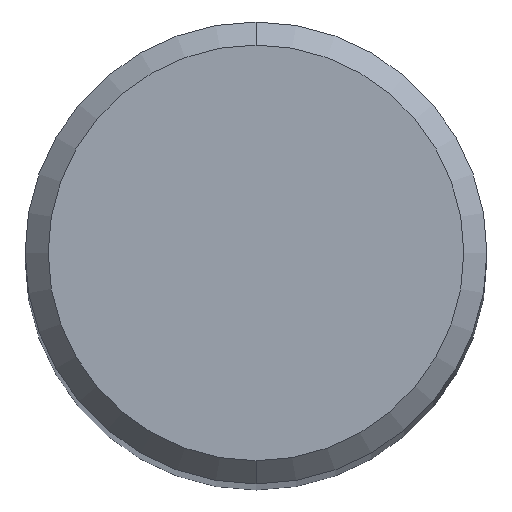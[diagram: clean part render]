
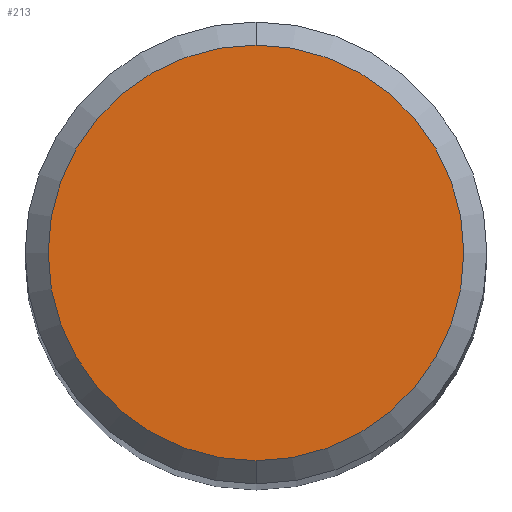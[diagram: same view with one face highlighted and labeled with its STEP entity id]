
A CAD part, top view. The second image highlights one B-rep face of the part: STEP entity #213.
In plain terms, the highlighted planar face has unit normal (0, 0, 1).
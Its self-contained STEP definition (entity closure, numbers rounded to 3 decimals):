
#115=EDGE_CURVE('',#135,#203,#298,.T.);
#135=VERTEX_POINT('',#321);
#145=EDGE_CURVE('',#203,#135,#333,.T.);
#203=VERTEX_POINT('',#397);
#213=ADVANCED_FACE('',(#408),#409,.T.);
#298=CIRCLE('',#496,3.6);
#321=CARTESIAN_POINT('',(0.0,3.6,0.0));
#333=CIRCLE('',#541,3.6);
#397=CARTESIAN_POINT('',(0.,-3.6,0.0));
#408=FACE_OUTER_BOUND('',#642,.T.);
#409=PLANE('',#643);
#496=AXIS2_PLACEMENT_3D('',#733,#734,#735);
#541=AXIS2_PLACEMENT_3D('',#782,#783,#784);
#642=EDGE_LOOP('',(#870,#871));
#643=AXIS2_PLACEMENT_3D('',#872,#873,#874);
#733=CARTESIAN_POINT('',(0.0,0.0,0.0));
#734=DIRECTION('',(0.0,0.0,-1.0));
#735=DIRECTION('',(0.0,1.0,0.0));
#782=CARTESIAN_POINT('',(0.0,0.0,0.0));
#783=DIRECTION('',(0.0,0.0,-1.0));
#784=DIRECTION('',(0.0,1.0,0.0));
#870=ORIENTED_EDGE('',*,*,#115,.F.);
#871=ORIENTED_EDGE('',*,*,#145,.F.);
#872=CARTESIAN_POINT('',(0.0,1.8,0.0));
#873=DIRECTION('',(-0.0,0.0,1.0));
#874=DIRECTION('',(0.0,-1.0,0.0));
